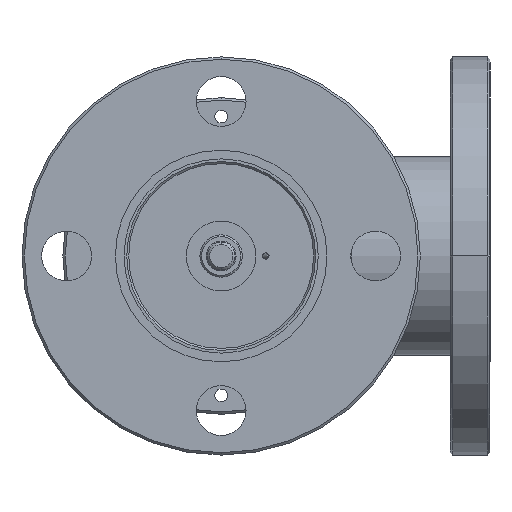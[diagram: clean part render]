
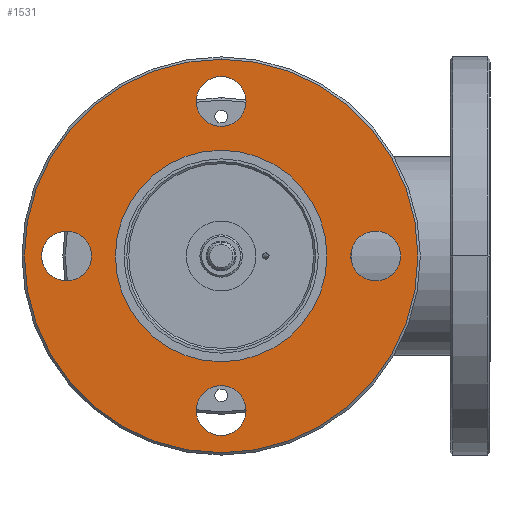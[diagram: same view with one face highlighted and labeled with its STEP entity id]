
A CAD part, front view. The second image highlights one B-rep face of the part: STEP entity #1531.
In plain terms, the highlighted planar face has unit normal (0, -1, 0).
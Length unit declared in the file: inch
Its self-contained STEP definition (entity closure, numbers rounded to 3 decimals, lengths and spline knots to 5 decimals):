
#12 = EDGE_CURVE ( 'NONE', #4179, #13161, #6370, .T. ) ;
#93 = FACE_OUTER_BOUND ( 'NONE', #8467, .T. ) ;
#276 = CARTESIAN_POINT ( 'NONE',  ( -1.94, -1.875, 0.3125 ) ) ;
#376 = EDGE_LOOP ( 'NONE', ( #6209, #10317 ) ) ;
#694 = AXIS2_PLACEMENT_3D ( 'NONE', #9934, #9887, #9848 ) ;
#737 = VERTEX_POINT ( 'NONE', #4690 ) ;
#1159 = VERTEX_POINT ( 'NONE', #1670 ) ;
#1386 = DIRECTION ( 'NONE',  ( 0., 0., 1. ) ) ;
#1460 = DIRECTION ( 'NONE',  ( 0., -1., 0. ) ) ;
#1531 = ADVANCED_FACE ( 'NONE', ( #11133, #8230, #14109, #2345, #13754, #93 ), #5194, .F. ) ;
#1670 = CARTESIAN_POINT ( 'NONE',  ( 0., -1.875, -1.6275 ) ) ;
#1803 = CIRCLE ( 'NONE', #7190, 0.3125 ) ;
#1858 = EDGE_LOOP ( 'NONE', ( #12241, #9997 ) ) ;
#2146 = ORIENTED_EDGE ( 'NONE', *, *, #11195, .F. ) ;
#2345 = FACE_BOUND ( 'NONE', #1858, .T. ) ;
#2363 = ORIENTED_EDGE ( 'NONE', *, *, #3188, .F. ) ;
#2553 = EDGE_LOOP ( 'NONE', ( #5146, #2146 ) ) ;
#2872 = EDGE_CURVE ( 'NONE', #11487, #737, #7113, .T. ) ;
#3106 = DIRECTION ( 'NONE',  ( 0., -1., 0. ) ) ;
#3188 = EDGE_CURVE ( 'NONE', #1159, #13765, #6925, .T. ) ;
#3514 = CARTESIAN_POINT ( 'NONE',  ( -1.94, -1.875, 0. ) ) ;
#3635 = CARTESIAN_POINT ( 'NONE',  ( 0., -1.875, 0. ) ) ;
#4018 = DIRECTION ( 'NONE',  ( 0., -1., 0. ) ) ;
#4027 = AXIS2_PLACEMENT_3D ( 'NONE', #3514, #11223, #4636 ) ;
#4049 = DIRECTION ( 'NONE',  ( 0., 0., 1. ) ) ;
#4179 = VERTEX_POINT ( 'NONE', #11170 ) ;
#4324 = EDGE_CURVE ( 'NONE', #13161, #4179, #11631, .T. ) ;
#4373 = CIRCLE ( 'NONE', #12234, 2.47 ) ;
#4380 = EDGE_CURVE ( 'NONE', #12552, #11166, #10939, .T. ) ;
#4489 = EDGE_CURVE ( 'NONE', #11284, #4548, #12153, .T. ) ;
#4548 = VERTEX_POINT ( 'NONE', #276 ) ;
#4607 = CARTESIAN_POINT ( 'NONE',  ( 0., -1.875, 2.47 ) ) ;
#4636 = DIRECTION ( 'NONE',  ( 0., 0., 1. ) ) ;
#4647 = CARTESIAN_POINT ( 'NONE',  ( 0., -1.875, 0. ) ) ;
#4666 = CARTESIAN_POINT ( 'NONE',  ( 0., -1.875, 1.94 ) ) ;
#4690 = CARTESIAN_POINT ( 'NONE',  ( 0., -1.875, 1.6275 ) ) ;
#4698 = VERTEX_POINT ( 'NONE', #9364 ) ;
#4758 = DIRECTION ( 'NONE',  ( 0., 0., -1. ) ) ;
#5031 = CARTESIAN_POINT ( 'NONE',  ( 1.94, -1.875, 0. ) ) ;
#5146 = ORIENTED_EDGE ( 'NONE', *, *, #2872, .F. ) ;
#5194 = PLANE ( 'NONE',  #6178 ) ;
#5761 = DIRECTION ( 'NONE',  ( 0., 0., 1. ) ) ;
#5779 = DIRECTION ( 'NONE',  ( 0., 0., 1. ) ) ;
#6070 = CARTESIAN_POINT ( 'NONE',  ( 1.94, -1.875, -0.3125 ) ) ;
#6113 = VERTEX_POINT ( 'NONE', #9841 ) ;
#6124 = CIRCLE ( 'NONE', #6148, 1.3275 ) ;
#6148 = AXIS2_PLACEMENT_3D ( 'NONE', #3635, #11352, #4758 ) ;
#6178 = AXIS2_PLACEMENT_3D ( 'NONE', #7597, #11762, #4049 ) ;
#6209 = ORIENTED_EDGE ( 'NONE', *, *, #12, .F. ) ;
#6257 = EDGE_LOOP ( 'NONE', ( #2363, #12708 ) ) ;
#6370 = CIRCLE ( 'NONE', #9007, 0.3125 ) ;
#6400 = CARTESIAN_POINT ( 'NONE',  ( 1.94, -1.875, 0. ) ) ;
#6487 = CARTESIAN_POINT ( 'NONE',  ( 0., -1.875, 0. ) ) ;
#6542 = AXIS2_PLACEMENT_3D ( 'NONE', #6400, #14119, #7513 ) ;
#6649 = DIRECTION ( 'NONE',  ( 0., -1., 0. ) ) ;
#6724 = ORIENTED_EDGE ( 'NONE', *, *, #11132, .F. ) ;
#6925 = CIRCLE ( 'NONE', #694, 0.3125 ) ;
#7113 = CIRCLE ( 'NONE', #13073, 0.3125 ) ;
#7190 = AXIS2_PLACEMENT_3D ( 'NONE', #8099, #1460, #9186 ) ;
#7229 = ORIENTED_EDGE ( 'NONE', *, *, #4380, .F. ) ;
#7386 = CARTESIAN_POINT ( 'NONE',  ( 0., -1.875, 2.2525 ) ) ;
#7513 = DIRECTION ( 'NONE',  ( 0., 0., 1. ) ) ;
#7597 = CARTESIAN_POINT ( 'NONE',  ( -2.5, -1.875, 0. ) ) ;
#7604 = DIRECTION ( 'NONE',  ( 0., 0., 1. ) ) ;
#7634 = AXIS2_PLACEMENT_3D ( 'NONE', #4666, #12368, #5779 ) ;
#8005 = CIRCLE ( 'NONE', #10927, 0.3125 ) ;
#8096 = CARTESIAN_POINT ( 'NONE',  ( -1.94, -1.875, -0.3125 ) ) ;
#8099 = CARTESIAN_POINT ( 'NONE',  ( -1.94, -1.875, 0. ) ) ;
#8230 = FACE_BOUND ( 'NONE', #376, .T. ) ;
#8467 = EDGE_LOOP ( 'NONE', ( #10636, #7229 ) ) ;
#8799 = ORIENTED_EDGE ( 'NONE', *, *, #13259, .F. ) ;
#9007 = AXIS2_PLACEMENT_3D ( 'NONE', #5031, #6649, #1386 ) ;
#9037 = CIRCLE ( 'NONE', #7634, 0.3125 ) ;
#9186 = DIRECTION ( 'NONE',  ( 0., 0., 1. ) ) ;
#9364 = CARTESIAN_POINT ( 'NONE',  ( 0., -1.875, 1.3275 ) ) ;
#9730 = CARTESIAN_POINT ( 'NONE',  ( 0., -1.875, 0. ) ) ;
#9841 = CARTESIAN_POINT ( 'NONE',  ( 0., -1.875, -1.3275 ) ) ;
#9848 = DIRECTION ( 'NONE',  ( 0., 0., 1. ) ) ;
#9887 = DIRECTION ( 'NONE',  ( 0., -1., 0. ) ) ;
#9934 = CARTESIAN_POINT ( 'NONE',  ( 0., -1.875, -1.94 ) ) ;
#9997 = ORIENTED_EDGE ( 'NONE', *, *, #4489, .F. ) ;
#10317 = ORIENTED_EDGE ( 'NONE', *, *, #4324, .F. ) ;
#10611 = CARTESIAN_POINT ( 'NONE',  ( 0., -1.875, -1.94 ) ) ;
#10636 = ORIENTED_EDGE ( 'NONE', *, *, #11863, .F. ) ;
#10813 = DIRECTION ( 'NONE',  ( 0., 0., -1. ) ) ;
#10927 = AXIS2_PLACEMENT_3D ( 'NONE', #10611, #4018, #11733 ) ;
#10939 = CIRCLE ( 'NONE', #10944, 2.47 ) ;
#10944 = AXIS2_PLACEMENT_3D ( 'NONE', #6487, #14208, #7604 ) ;
#11132 = EDGE_CURVE ( 'NONE', #6113, #4698, #6124, .T. ) ;
#11133 = FACE_BOUND ( 'NONE', #13327, .T. ) ;
#11166 = VERTEX_POINT ( 'NONE', #4607 ) ;
#11170 = CARTESIAN_POINT ( 'NONE',  ( 1.94, -1.875, 0.3125 ) ) ;
#11190 = AXIS2_PLACEMENT_3D ( 'NONE', #9730, #3106, #10813 ) ;
#11195 = EDGE_CURVE ( 'NONE', #737, #11487, #9037, .T. ) ;
#11223 = DIRECTION ( 'NONE',  ( 0., -1., 0. ) ) ;
#11284 = VERTEX_POINT ( 'NONE', #8096 ) ;
#11352 = DIRECTION ( 'NONE',  ( 0., -1., 0. ) ) ;
#11487 = VERTEX_POINT ( 'NONE', #7386 ) ;
#11600 = DIRECTION ( 'NONE',  ( 0., 0., 1. ) ) ;
#11631 = CIRCLE ( 'NONE', #6542, 0.3125 ) ;
#11703 = DIRECTION ( 'NONE',  ( 0., -1., 0. ) ) ;
#11733 = DIRECTION ( 'NONE',  ( 0., 0., 1. ) ) ;
#11748 = CARTESIAN_POINT ( 'NONE',  ( 0., -1.875, 1.94 ) ) ;
#11762 = DIRECTION ( 'NONE',  ( 0., 1., 0. ) ) ;
#11806 = CARTESIAN_POINT ( 'NONE',  ( 0., -1.875, -2.2525 ) ) ;
#11863 = EDGE_CURVE ( 'NONE', #11166, #12552, #4373, .T. ) ;
#12153 = CIRCLE ( 'NONE', #4027, 0.3125 ) ;
#12234 = AXIS2_PLACEMENT_3D ( 'NONE', #4647, #12349, #5761 ) ;
#12241 = ORIENTED_EDGE ( 'NONE', *, *, #13010, .F. ) ;
#12349 = DIRECTION ( 'NONE',  ( 0., 1., 0. ) ) ;
#12368 = DIRECTION ( 'NONE',  ( 0., -1., 0. ) ) ;
#12552 = VERTEX_POINT ( 'NONE', #13711 ) ;
#12708 = ORIENTED_EDGE ( 'NONE', *, *, #13549, .F. ) ;
#13010 = EDGE_CURVE ( 'NONE', #4548, #11284, #1803, .T. ) ;
#13073 = AXIS2_PLACEMENT_3D ( 'NONE', #11748, #11703, #11600 ) ;
#13161 = VERTEX_POINT ( 'NONE', #6070 ) ;
#13259 = EDGE_CURVE ( 'NONE', #4698, #6113, #13715, .T. ) ;
#13327 = EDGE_LOOP ( 'NONE', ( #6724, #8799 ) ) ;
#13549 = EDGE_CURVE ( 'NONE', #13765, #1159, #8005, .T. ) ;
#13711 = CARTESIAN_POINT ( 'NONE',  ( 0., -1.875, -2.47 ) ) ;
#13715 = CIRCLE ( 'NONE', #11190, 1.3275 ) ;
#13754 = FACE_BOUND ( 'NONE', #2553, .T. ) ;
#13765 = VERTEX_POINT ( 'NONE', #11806 ) ;
#14109 = FACE_BOUND ( 'NONE', #6257, .T. ) ;
#14119 = DIRECTION ( 'NONE',  ( 0., -1., 0. ) ) ;
#14208 = DIRECTION ( 'NONE',  ( 0., 1., 0. ) ) ;
